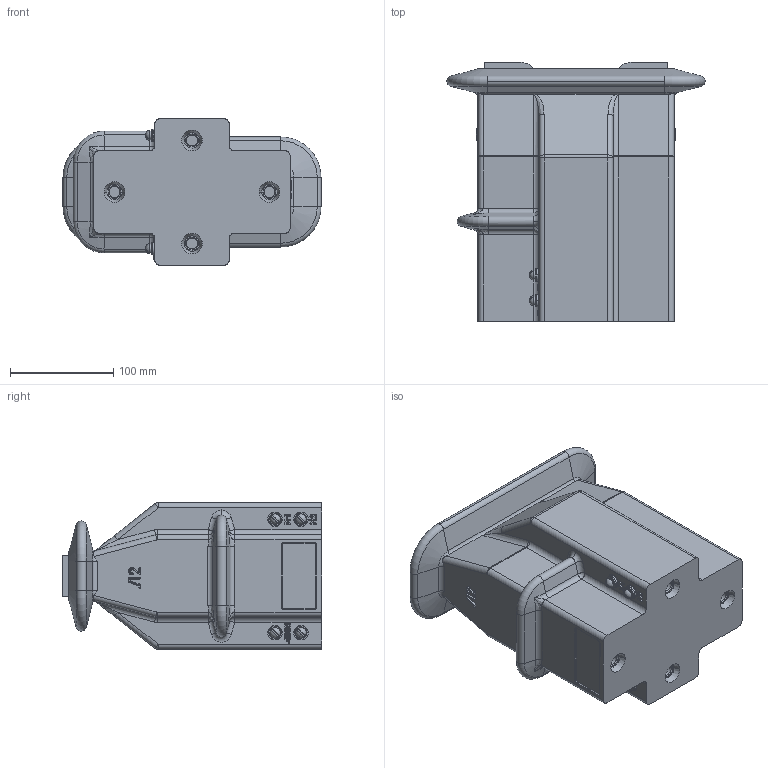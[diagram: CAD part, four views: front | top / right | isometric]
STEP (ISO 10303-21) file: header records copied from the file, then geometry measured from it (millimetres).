
FILE_DESCRIPTION (( 'STEP AP203' ), '1' );
FILE_NAME ('眛侕-10.STEP', '2013-03-04T07:39:29', ( '' ), ( '' ), 'SwSTEP 2.0', 'SolidWorks 2010', '' );
FILE_SCHEMA (( 'CONFIG_CONTROL_DESIGN' ));
Length unit declared in the file: millimetre
Products named in the file (1): 眛侕-10
Bounding box: 249.96 x 251 x 142 mm (x, y, z)
Volume: 4489762.4 mm3; surface area: 312622.9 mm2
Topology: 30 solids, 35 shells, 1239 faces, 3003 edges, 1857 vertices
Faces by surface type: plane 555, cylinder 385, cone 151, torus 76, sphere 50, bspline 22
Entity records: 37597 total; most frequent: CARTESIAN_POINT 8164, DIRECTION 6348, ORIENTED_EDGE 5926, EDGE_CURVE 2963, AXIS2_PLACEMENT_3D 2327, VERTEX_POINT 1857, VECTOR 1694, LINE 1694
